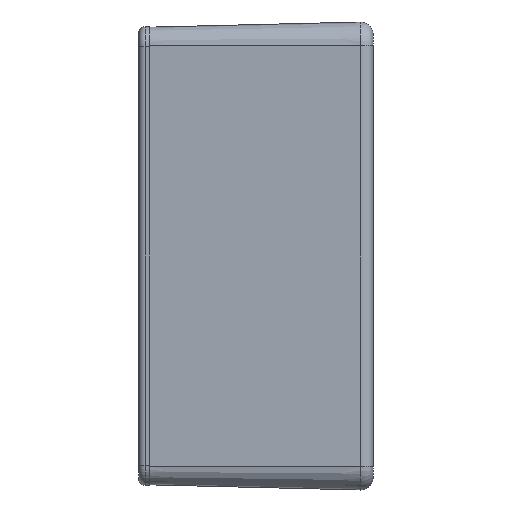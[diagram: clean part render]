
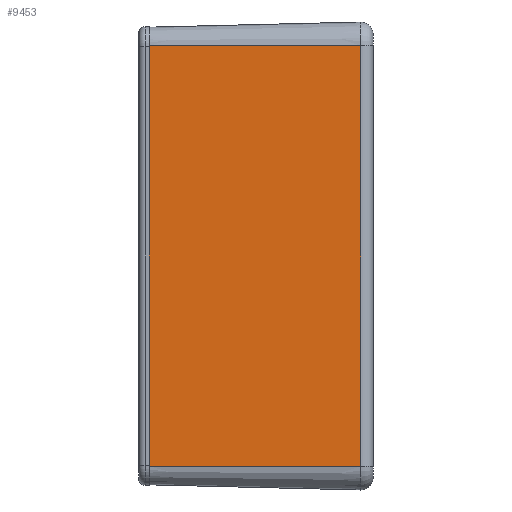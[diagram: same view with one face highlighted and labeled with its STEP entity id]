
A CAD part, left-side view. The second image highlights one B-rep face of the part: STEP entity #9453.
In plain terms, the highlighted planar face has unit normal (-1, 0.024, 0).
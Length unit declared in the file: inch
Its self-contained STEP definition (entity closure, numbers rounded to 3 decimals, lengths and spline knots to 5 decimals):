
#820 = DIRECTION ( 'NONE',  ( 0.024, 1., 0. ) ) ;
#855 = CARTESIAN_POINT ( 'NONE',  ( -3.8125, 0., -2.122 ) ) ;
#1354 = DIRECTION ( 'NONE',  ( 0., 0., 1. ) ) ;
#1355 = CARTESIAN_POINT ( 'NONE',  ( -3.86468, -2.135, 2.122 ) ) ;
#1363 = DIRECTION ( 'NONE',  ( 0., 0., 1. ) ) ;
#1364 = CARTESIAN_POINT ( 'NONE',  ( -3.8125, 0., -2.122 ) ) ;
#1829 = CARTESIAN_POINT ( 'NONE',  ( -3.86468, -2.135, -2.122 ) ) ;
#1852 = CARTESIAN_POINT ( 'NONE',  ( -3.86468, -2.135, 2.122 ) ) ;
#1855 = CARTESIAN_POINT ( 'NONE',  ( -3.8125, 0., 2.122 ) ) ;
#1856 = CARTESIAN_POINT ( 'NONE',  ( -3.8125, 0., -2.122 ) ) ;
#2630 = VERTEX_POINT ( 'NONE', #1856 ) ;
#2631 = VERTEX_POINT ( 'NONE', #1855 ) ;
#2634 = VERTEX_POINT ( 'NONE', #1852 ) ;
#2654 = VERTEX_POINT ( 'NONE', #1829 ) ;
#2891 = EDGE_CURVE ( 'NONE', #2654, #2630, #6903, .T. ) ;
#2918 = EDGE_CURVE ( 'NONE', #2630, #2631, #6930, .T. ) ;
#2921 = EDGE_CURVE ( 'NONE', #2654, #2634, #6941, .T. ) ;
#3168 = CARTESIAN_POINT ( 'NONE',  ( -3.8125, 0., -2.122 ) ) ;
#3174 = DIRECTION ( 'NONE',  ( -0.024, -1., 0. ) ) ;
#3175 = DIRECTION ( 'NONE',  ( -1., 0.024, 0. ) ) ;
#3179 = PLANE ( 'NONE',  #5632 ) ;
#5632 = AXIS2_PLACEMENT_3D ( 'NONE', #3168, #3175, #3174 ) ;
#6901 = VECTOR ( 'NONE', #820, 39.37008 ) ;
#6903 = LINE ( 'NONE', #855, #6901 ) ;
#6930 = LINE ( 'NONE', #1364, #6938 ) ;
#6938 = VECTOR ( 'NONE', #1363, 39.37008 ) ;
#6941 = LINE ( 'NONE', #1355, #6942 ) ;
#6942 = VECTOR ( 'NONE', #1354, 39.37008 ) ;
#7514 = VECTOR ( 'NONE', #7783, 39.37008 ) ;
#7524 = LINE ( 'NONE', #7800, #7514 ) ;
#7783 = DIRECTION ( 'NONE',  ( 0.024, 1., 0. ) ) ;
#7800 = CARTESIAN_POINT ( 'NONE',  ( -3.8125, 0., 2.122 ) ) ;
#8521 = EDGE_CURVE ( 'NONE', #2634, #2631, #7524, .T. ) ;
#9453 = ADVANCED_FACE ( 'NONE', ( #9715 ), #3179, .T. ) ;
#9579 = ORIENTED_EDGE ( 'NONE', *, *, #8521, .T. ) ;
#9580 = ORIENTED_EDGE ( 'NONE', *, *, #2921, .T. ) ;
#9581 = ORIENTED_EDGE ( 'NONE', *, *, #2891, .F. ) ;
#9582 = ORIENTED_EDGE ( 'NONE', *, *, #2918, .F. ) ;
#9715 = FACE_OUTER_BOUND ( 'NONE', #10636, .T. ) ;
#10636 = EDGE_LOOP ( 'NONE', ( #9582, #9581, #9580, #9579 ) ) ;
